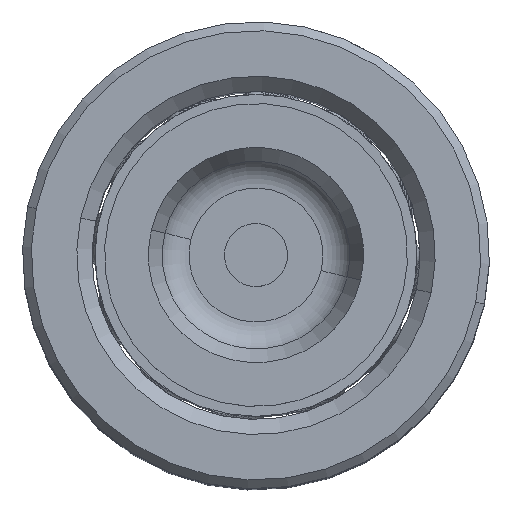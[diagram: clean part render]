
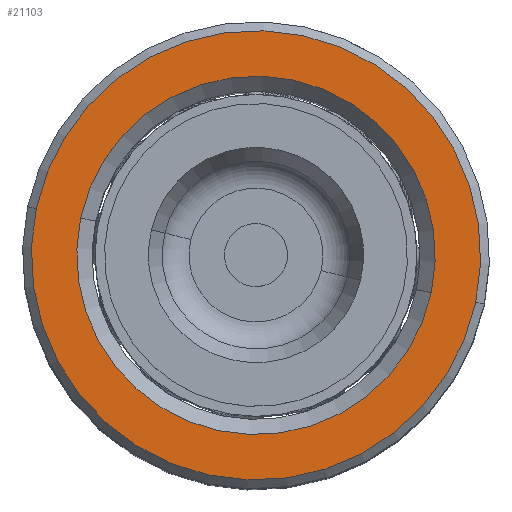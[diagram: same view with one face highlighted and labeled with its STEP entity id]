
A CAD part, top view. The second image highlights one B-rep face of the part: STEP entity #21103.
In plain terms, the highlighted planar face has unit normal (0, 0, 1).
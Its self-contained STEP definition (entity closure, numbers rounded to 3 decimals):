
#860 = AXIS2_PLACEMENT_3D ( 'NONE', #11515, #1799, #15513 ) ;
#1397 = CARTESIAN_POINT ( 'NONE',  ( -17.8, 0., 60. ) ) ;
#1465 = EDGE_LOOP ( 'NONE', ( #1957, #13248 ) ) ;
#1799 = DIRECTION ( 'NONE',  ( 0., 0., -1. ) ) ;
#1957 = ORIENTED_EDGE ( 'NONE', *, *, #13521, .T. ) ;
#2556 = VERTEX_POINT ( 'NONE', #19586 ) ;
#4571 = DIRECTION ( 'NONE',  ( 0., 0., 1. ) ) ;
#5140 = CARTESIAN_POINT ( 'NONE',  ( 14.2, 0., 60. ) ) ;
#5292 = EDGE_CURVE ( 'NONE', #6536, #13465, #12480, .T. ) ;
#5877 = EDGE_CURVE ( 'NONE', #13465, #6536, #20741, .T. ) ;
#6536 = VERTEX_POINT ( 'NONE', #10491 ) ;
#9387 = AXIS2_PLACEMENT_3D ( 'NONE', #20444, #18724, #24386 ) ;
#9584 = PLANE ( 'NONE',  #19967 ) ;
#10171 = DIRECTION ( 'NONE',  ( 1., 0., 0. ) ) ;
#10491 = CARTESIAN_POINT ( 'NONE',  ( 17.8, 0., 60. ) ) ;
#10569 = ORIENTED_EDGE ( 'NONE', *, *, #5292, .T. ) ;
#11178 = VERTEX_POINT ( 'NONE', #5140 ) ;
#11329 = CIRCLE ( 'NONE', #15488, 14.2 ) ;
#11481 = CARTESIAN_POINT ( 'NONE',  ( 0., 0., 60. ) ) ;
#11515 = CARTESIAN_POINT ( 'NONE',  ( 0., 0., 60. ) ) ;
#12035 = CIRCLE ( 'NONE', #860, 14.2 ) ;
#12480 = CIRCLE ( 'NONE', #15263, 17.8 ) ;
#13248 = ORIENTED_EDGE ( 'NONE', *, *, #16615, .T. ) ;
#13448 = DIRECTION ( 'NONE',  ( 0., 0., 1. ) ) ;
#13465 = VERTEX_POINT ( 'NONE', #1397 ) ;
#13521 = EDGE_CURVE ( 'NONE', #11178, #2556, #12035, .T. ) ;
#15263 = AXIS2_PLACEMENT_3D ( 'NONE', #21940, #4571, #10171 ) ;
#15403 = DIRECTION ( 'NONE',  ( 1., 0., 0. ) ) ;
#15488 = AXIS2_PLACEMENT_3D ( 'NONE', #18275, #18352, #18094 ) ;
#15513 = DIRECTION ( 'NONE',  ( 1., 0., 0. ) ) ;
#16218 = FACE_BOUND ( 'NONE', #1465, .T. ) ;
#16615 = EDGE_CURVE ( 'NONE', #2556, #11178, #11329, .T. ) ;
#18094 = DIRECTION ( 'NONE',  ( 1., 0., 0. ) ) ;
#18275 = CARTESIAN_POINT ( 'NONE',  ( 0., 0., 60. ) ) ;
#18352 = DIRECTION ( 'NONE',  ( 0., 0., -1. ) ) ;
#18724 = DIRECTION ( 'NONE',  ( 0., 0., 1. ) ) ;
#18802 = EDGE_LOOP ( 'NONE', ( #25148, #10569 ) ) ;
#19586 = CARTESIAN_POINT ( 'NONE',  ( -14.2, 0., 60. ) ) ;
#19967 = AXIS2_PLACEMENT_3D ( 'NONE', #11481, #13448, #15403 ) ;
#20444 = CARTESIAN_POINT ( 'NONE',  ( 0., 0., 60. ) ) ;
#20741 = CIRCLE ( 'NONE', #9387, 17.8 ) ;
#21103 = ADVANCED_FACE ( 'NONE', ( #23069, #16218 ), #9584, .T. ) ;
#21940 = CARTESIAN_POINT ( 'NONE',  ( 0., 0., 60. ) ) ;
#23069 = FACE_OUTER_BOUND ( 'NONE', #18802, .T. ) ;
#24386 = DIRECTION ( 'NONE',  ( 1., 0., 0. ) ) ;
#25148 = ORIENTED_EDGE ( 'NONE', *, *, #5877, .T. ) ;
